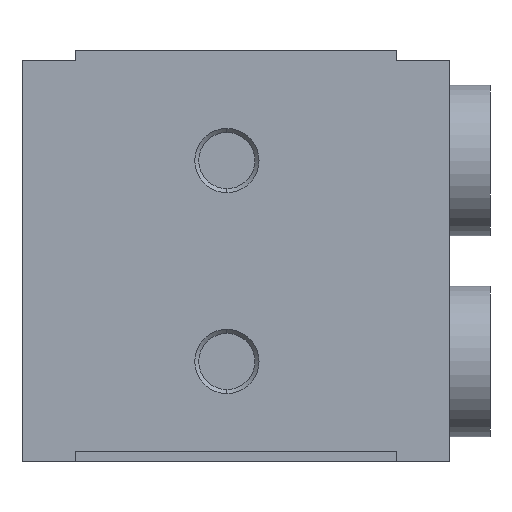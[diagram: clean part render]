
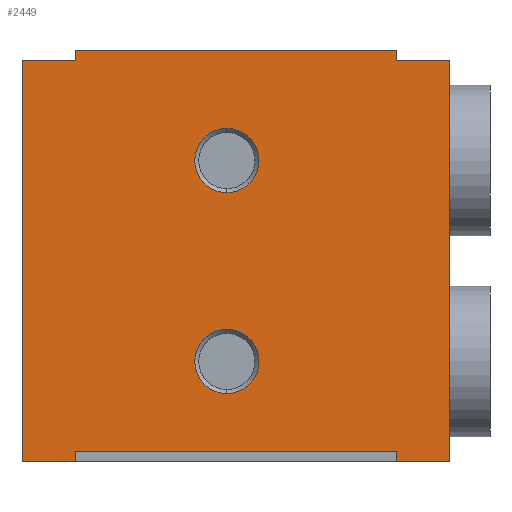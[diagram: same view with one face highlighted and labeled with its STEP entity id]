
A CAD part, front view. The second image highlights one B-rep face of the part: STEP entity #2449.
In plain terms, the highlighted planar face has unit normal (0, -1, 0).
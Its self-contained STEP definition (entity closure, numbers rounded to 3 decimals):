
#51 = EDGE_CURVE ( 'NONE', #638, #3387, #1647, .T. ) ;
#58 = FACE_OUTER_BOUND ( 'NONE', #1790, .T. ) ;
#61 = CARTESIAN_POINT ( 'NONE',  ( 5.325, 0., 5. ) ) ;
#65 = CARTESIAN_POINT ( 'NONE',  ( -4., 0., 5.25 ) ) ;
#70 = CARTESIAN_POINT ( 'NONE',  ( -4., 0., -4.75 ) ) ;
#130 = EDGE_CURVE ( 'NONE', #1581, #1913, #1069, .T. ) ;
#135 = LINE ( 'NONE', #2690, #2510 ) ;
#137 = VECTOR ( 'NONE', #1972, 1000. ) ;
#142 = AXIS2_PLACEMENT_3D ( 'NONE', #381, #1548, #2694 ) ;
#173 = ORIENTED_EDGE ( 'NONE', *, *, #2674, .F. ) ;
#197 = VERTEX_POINT ( 'NONE', #3392 ) ;
#256 = VECTOR ( 'NONE', #2971, 1000. ) ;
#261 = VECTOR ( 'NONE', #780, 1000. ) ;
#262 = EDGE_CURVE ( 'NONE', #3529, #554, #3745, .T. ) ;
#294 = DIRECTION ( 'NONE',  ( -1., 0., 0. ) ) ;
#305 = EDGE_CURVE ( 'NONE', #197, #638, #601, .T. ) ;
#313 = VECTOR ( 'NONE', #3604, 1000. ) ;
#342 = VERTEX_POINT ( 'NONE', #673 ) ;
#356 = DIRECTION ( 'NONE',  ( -1., 0., 0. ) ) ;
#381 = CARTESIAN_POINT ( 'NONE',  ( -0.225, 0., -2.5 ) ) ;
#441 = ORIENTED_EDGE ( 'NONE', *, *, #3000, .T. ) ;
#454 = CIRCLE ( 'NONE', #1118, 0.8 ) ;
#526 = VERTEX_POINT ( 'NONE', #2363 ) ;
#554 = VERTEX_POINT ( 'NONE', #3190 ) ;
#601 = LINE ( 'NONE', #65, #3108 ) ;
#620 = CARTESIAN_POINT ( 'NONE',  ( -0.225, 0., -1.7 ) ) ;
#621 = VECTOR ( 'NONE', #2872, 1000. ) ;
#638 = VERTEX_POINT ( 'NONE', #2955 ) ;
#657 = EDGE_LOOP ( 'NONE', ( #1845, #2799 ) ) ;
#664 = CARTESIAN_POINT ( 'NONE',  ( -5.325, 0., 5. ) ) ;
#673 = CARTESIAN_POINT ( 'NONE',  ( -0.225, 0., -3.3 ) ) ;
#736 = EDGE_CURVE ( 'NONE', #3592, #1555, #1108, .T. ) ;
#748 = AXIS2_PLACEMENT_3D ( 'NONE', #2398, #1567, #3545 ) ;
#770 = CARTESIAN_POINT ( 'NONE',  ( -4., 0., -5. ) ) ;
#780 = DIRECTION ( 'NONE',  ( 0., 0., -1. ) ) ;
#819 = CARTESIAN_POINT ( 'NONE',  ( 4., 0., -4.75 ) ) ;
#844 = ORIENTED_EDGE ( 'NONE', *, *, #736, .F. ) ;
#863 = CARTESIAN_POINT ( 'NONE',  ( -0.225, 0., 2.5 ) ) ;
#925 = CIRCLE ( 'NONE', #142, 0.8 ) ;
#936 = FACE_BOUND ( 'NONE', #1646, .T. ) ;
#1022 = ORIENTED_EDGE ( 'NONE', *, *, #3440, .F. ) ;
#1061 = LINE ( 'NONE', #2978, #2222 ) ;
#1069 = LINE ( 'NONE', #2262, #621 ) ;
#1108 = LINE ( 'NONE', #1381, #137 ) ;
#1118 = AXIS2_PLACEMENT_3D ( 'NONE', #2413, #1802, #1220 ) ;
#1123 = DIRECTION ( 'NONE',  ( 0., 0., 1. ) ) ;
#1136 = DIRECTION ( 'NONE',  ( 0., 1., 0. ) ) ;
#1154 = DIRECTION ( 'NONE',  ( -1., 0., 0. ) ) ;
#1220 = DIRECTION ( 'NONE',  ( 0., 0., 1. ) ) ;
#1222 = ORIENTED_EDGE ( 'NONE', *, *, #1451, .T. ) ;
#1264 = DIRECTION ( 'NONE',  ( 0., 0., -1. ) ) ;
#1280 = VERTEX_POINT ( 'NONE', #3218 ) ;
#1293 = DIRECTION ( 'NONE',  ( 0., 0., -1. ) ) ;
#1359 = VECTOR ( 'NONE', #356, 1000. ) ;
#1368 = CIRCLE ( 'NONE', #2274, 0.8 ) ;
#1377 = CARTESIAN_POINT ( 'NONE',  ( -5.325, 0., 5. ) ) ;
#1381 = CARTESIAN_POINT ( 'NONE',  ( -4., 0., -4.75 ) ) ;
#1406 = VERTEX_POINT ( 'NONE', #61 ) ;
#1451 = EDGE_CURVE ( 'NONE', #526, #197, #3413, .T. ) ;
#1505 = ORIENTED_EDGE ( 'NONE', *, *, #2073, .T. ) ;
#1535 = CARTESIAN_POINT ( 'NONE',  ( 4., 0., -5. ) ) ;
#1548 = DIRECTION ( 'NONE',  ( 0., 1., 0. ) ) ;
#1555 = VERTEX_POINT ( 'NONE', #70 ) ;
#1567 = DIRECTION ( 'NONE',  ( 0., 1., 0. ) ) ;
#1568 = LINE ( 'NONE', #664, #256 ) ;
#1581 = VERTEX_POINT ( 'NONE', #3197 ) ;
#1627 = ORIENTED_EDGE ( 'NONE', *, *, #1673, .T. ) ;
#1646 = EDGE_LOOP ( 'NONE', ( #1627, #1505 ) ) ;
#1647 = LINE ( 'NONE', #2428, #3524 ) ;
#1673 = EDGE_CURVE ( 'NONE', #1280, #2644, #1368, .T. ) ;
#1731 = VERTEX_POINT ( 'NONE', #1377 ) ;
#1770 = DIRECTION ( 'NONE',  ( 0., 0., 1. ) ) ;
#1790 = EDGE_LOOP ( 'NONE', ( #844, #3304, #2196, #1022, #2127, #1222, #2372, #2223, #2204, #441, #1908, #173 ) ) ;
#1802 = DIRECTION ( 'NONE',  ( 0., 1., 0. ) ) ;
#1816 = LINE ( 'NONE', #2454, #1359 ) ;
#1845 = ORIENTED_EDGE ( 'NONE', *, *, #2401, .T. ) ;
#1855 = VECTOR ( 'NONE', #1123, 1000. ) ;
#1908 = ORIENTED_EDGE ( 'NONE', *, *, #262, .F. ) ;
#1909 = AXIS2_PLACEMENT_3D ( 'NONE', #863, #1136, #1770 ) ;
#1913 = VERTEX_POINT ( 'NONE', #1535 ) ;
#1968 = EDGE_CURVE ( 'NONE', #3592, #1913, #3121, .T. ) ;
#1972 = DIRECTION ( 'NONE',  ( -1., 0., 0. ) ) ;
#2073 = EDGE_CURVE ( 'NONE', #2644, #1280, #3522, .T. ) ;
#2127 = ORIENTED_EDGE ( 'NONE', *, *, #3419, .T. ) ;
#2134 = FACE_BOUND ( 'NONE', #657, .T. ) ;
#2150 = VECTOR ( 'NONE', #1154, 1000. ) ;
#2195 = DIRECTION ( 'NONE',  ( -1., 0., 0. ) ) ;
#2196 = ORIENTED_EDGE ( 'NONE', *, *, #130, .F. ) ;
#2204 = ORIENTED_EDGE ( 'NONE', *, *, #3355, .T. ) ;
#2222 = VECTOR ( 'NONE', #1264, 1000. ) ;
#2223 = ORIENTED_EDGE ( 'NONE', *, *, #51, .T. ) ;
#2262 = CARTESIAN_POINT ( 'NONE',  ( 5.325, 0., -5. ) ) ;
#2274 = AXIS2_PLACEMENT_3D ( 'NONE', #2991, #2451, #2470 ) ;
#2363 = CARTESIAN_POINT ( 'NONE',  ( 4., 0., 5. ) ) ;
#2372 = ORIENTED_EDGE ( 'NONE', *, *, #305, .T. ) ;
#2378 = PLANE ( 'NONE',  #748 ) ;
#2395 = LINE ( 'NONE', #3275, #313 ) ;
#2398 = CARTESIAN_POINT ( 'NONE',  ( 0., 0., 0. ) ) ;
#2401 = EDGE_CURVE ( 'NONE', #342, #3667, #454, .T. ) ;
#2413 = CARTESIAN_POINT ( 'NONE',  ( -0.225, 0., -2.5 ) ) ;
#2428 = CARTESIAN_POINT ( 'NONE',  ( -4., 0., 4.75 ) ) ;
#2449 = ADVANCED_FACE ( 'NONE', ( #2134, #936, #58 ), #2378, .F. ) ;
#2451 = DIRECTION ( 'NONE',  ( 0., 1., 0. ) ) ;
#2454 = CARTESIAN_POINT ( 'NONE',  ( 5.325, 0., 5. ) ) ;
#2470 = DIRECTION ( 'NONE',  ( 0., 0., 1. ) ) ;
#2510 = VECTOR ( 'NONE', #2195, 1000. ) ;
#2644 = VERTEX_POINT ( 'NONE', #3330 ) ;
#2674 = EDGE_CURVE ( 'NONE', #1555, #3529, #1061, .T. ) ;
#2690 = CARTESIAN_POINT ( 'NONE',  ( 5.325, 0., 5. ) ) ;
#2694 = DIRECTION ( 'NONE',  ( 0., 0., 1. ) ) ;
#2799 = ORIENTED_EDGE ( 'NONE', *, *, #3050, .T. ) ;
#2819 = CARTESIAN_POINT ( 'NONE',  ( 4., 0., 0. ) ) ;
#2872 = DIRECTION ( 'NONE',  ( -1., 0., 0. ) ) ;
#2875 = CARTESIAN_POINT ( 'NONE',  ( 4., 0., 4.75 ) ) ;
#2955 = CARTESIAN_POINT ( 'NONE',  ( -4., 0., 5.25 ) ) ;
#2971 = DIRECTION ( 'NONE',  ( 0., 0., -1. ) ) ;
#2978 = CARTESIAN_POINT ( 'NONE',  ( -4., 0., -5.25 ) ) ;
#2991 = CARTESIAN_POINT ( 'NONE',  ( -0.225, 0., 2.5 ) ) ;
#3000 = EDGE_CURVE ( 'NONE', #1731, #554, #1568, .T. ) ;
#3050 = EDGE_CURVE ( 'NONE', #3667, #342, #925, .T. ) ;
#3108 = VECTOR ( 'NONE', #294, 1000. ) ;
#3121 = LINE ( 'NONE', #2819, #261 ) ;
#3190 = CARTESIAN_POINT ( 'NONE',  ( -5.325, 0., -5. ) ) ;
#3197 = CARTESIAN_POINT ( 'NONE',  ( 5.325, 0., -5. ) ) ;
#3218 = CARTESIAN_POINT ( 'NONE',  ( -0.225, 0., 1.7 ) ) ;
#3275 = CARTESIAN_POINT ( 'NONE',  ( 5.325, 0., 5. ) ) ;
#3304 = ORIENTED_EDGE ( 'NONE', *, *, #1968, .T. ) ;
#3330 = CARTESIAN_POINT ( 'NONE',  ( -0.225, 0., 3.3 ) ) ;
#3338 = CARTESIAN_POINT ( 'NONE',  ( -4., 0., 5. ) ) ;
#3355 = EDGE_CURVE ( 'NONE', #3387, #1731, #135, .T. ) ;
#3387 = VERTEX_POINT ( 'NONE', #3338 ) ;
#3392 = CARTESIAN_POINT ( 'NONE',  ( 4., 0., 5.25 ) ) ;
#3413 = LINE ( 'NONE', #2875, #1855 ) ;
#3419 = EDGE_CURVE ( 'NONE', #1406, #526, #1816, .T. ) ;
#3440 = EDGE_CURVE ( 'NONE', #1406, #1581, #2395, .T. ) ;
#3460 = CARTESIAN_POINT ( 'NONE',  ( 5.325, 0., -5. ) ) ;
#3522 = CIRCLE ( 'NONE', #1909, 0.8 ) ;
#3524 = VECTOR ( 'NONE', #1293, 1000. ) ;
#3529 = VERTEX_POINT ( 'NONE', #770 ) ;
#3545 = DIRECTION ( 'NONE',  ( 0., 0., 1. ) ) ;
#3592 = VERTEX_POINT ( 'NONE', #819 ) ;
#3604 = DIRECTION ( 'NONE',  ( 0., 0., -1. ) ) ;
#3667 = VERTEX_POINT ( 'NONE', #620 ) ;
#3745 = LINE ( 'NONE', #3460, #2150 ) ;
